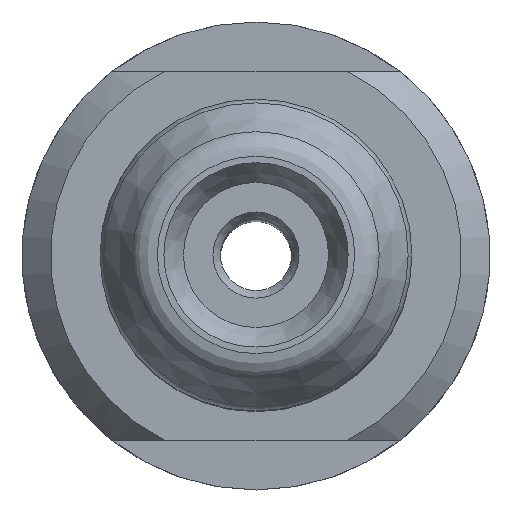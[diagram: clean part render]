
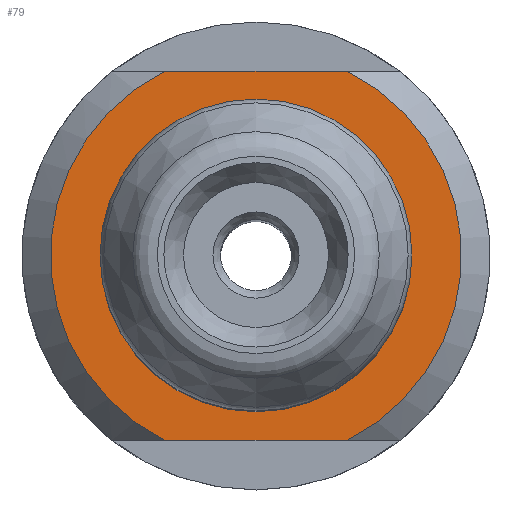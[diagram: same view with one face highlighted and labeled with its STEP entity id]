
A CAD part, top view. The second image highlights one B-rep face of the part: STEP entity #79.
In plain terms, the highlighted planar face has unit normal (0, 0, 1).
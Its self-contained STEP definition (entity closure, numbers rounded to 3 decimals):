
#79=ADVANCED_FACE('',(#156,#157),#128,.F.);
#128=PLANE('',#641);
#140=LINE('',#951,#148);
#141=LINE('',#956,#149);
#148=VECTOR('',#745,1.);
#149=VECTOR('',#748,1.);
#156=FACE_BOUND('',#242,.T.);
#157=FACE_BOUND('',#243,.T.);
#242=EDGE_LOOP('',(#334));
#243=EDGE_LOOP('',(#335,#336,#337,#338));
#334=ORIENTED_EDGE('',*,*,#508,.T.);
#335=ORIENTED_EDGE('',*,*,#509,.F.);
#336=ORIENTED_EDGE('',*,*,#510,.T.);
#337=ORIENTED_EDGE('',*,*,#511,.T.);
#338=ORIENTED_EDGE('',*,*,#512,.T.);
#454=VERTEX_POINT('',#950);
#455=VERTEX_POINT('',#952);
#456=VERTEX_POINT('',#953);
#457=VERTEX_POINT('',#955);
#458=VERTEX_POINT('',#957);
#508=EDGE_CURVE('',#454,#454,#568,.T.);
#509=EDGE_CURVE('',#455,#456,#140,.T.);
#510=EDGE_CURVE('',#455,#457,#569,.T.);
#511=EDGE_CURVE('',#457,#458,#141,.T.);
#512=EDGE_CURVE('',#458,#456,#570,.T.);
#568=CIRCLE('',#638,5.5);
#569=CIRCLE('',#639,7.25);
#570=CIRCLE('',#640,7.25);
#638=AXIS2_PLACEMENT_3D('',#949,#743,#744);
#639=AXIS2_PLACEMENT_3D('',#954,#746,#747);
#640=AXIS2_PLACEMENT_3D('',#958,#749,#750);
#641=AXIS2_PLACEMENT_3D('',#959,#751,#752);
#743=DIRECTION('',(0.,0.,-1.));
#744=DIRECTION('',(0.,1.,0.));
#745=DIRECTION('',(1.,0.,0.));
#746=DIRECTION('',(0.,0.,1.));
#747=DIRECTION('',(0.,1.,0.));
#748=DIRECTION('',(1.,0.,0.));
#749=DIRECTION('',(0.,0.,1.));
#750=DIRECTION('',(0.,1.,0.));
#751=DIRECTION('',(0.,0.,-1.));
#752=DIRECTION('',(0.,1.,0.));
#949=CARTESIAN_POINT('',(0.,0.,5.));
#950=CARTESIAN_POINT('',(0.,5.5,5.));
#951=CARTESIAN_POINT('',(-9.075,6.5,5.));
#952=CARTESIAN_POINT('',(-3.211,6.5,5.));
#953=CARTESIAN_POINT('',(3.211,6.5,5.));
#954=CARTESIAN_POINT('',(0.,0.,5.));
#955=CARTESIAN_POINT('',(-3.211,-6.5,5.));
#956=CARTESIAN_POINT('',(-9.075,-6.5,5.));
#957=CARTESIAN_POINT('',(3.211,-6.5,5.));
#958=CARTESIAN_POINT('',(0.,0.,5.));
#959=CARTESIAN_POINT('',(0.,3.5,5.));
